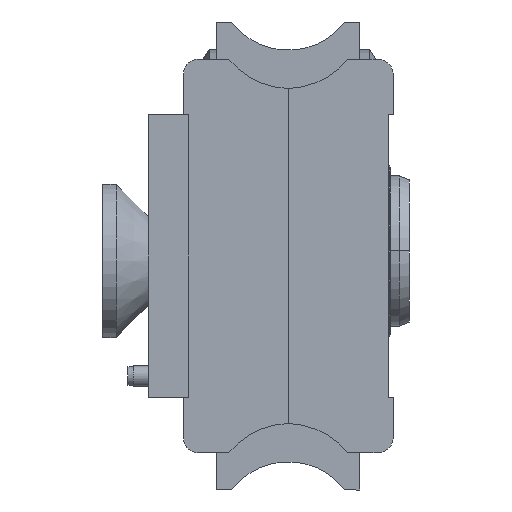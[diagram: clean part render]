
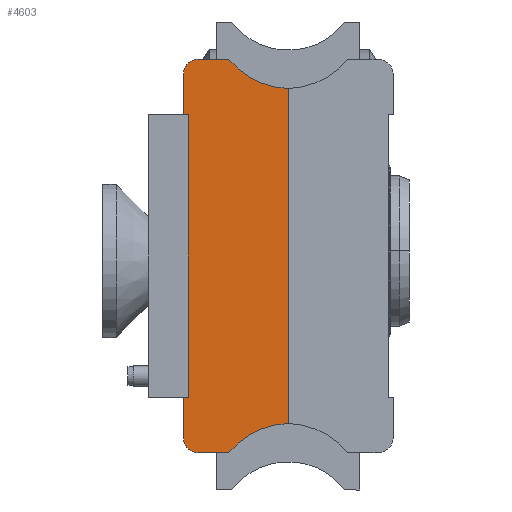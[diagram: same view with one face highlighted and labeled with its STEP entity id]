
A CAD part, left-side view. The second image highlights one B-rep face of the part: STEP entity #4603.
In plain terms, the highlighted face is planar.
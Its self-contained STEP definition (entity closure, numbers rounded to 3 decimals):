
#4603=ADVANCED_FACE('',(#6197),#6198,.T.);
#6197=FACE_OUTER_BOUND('',#17425,.T.);
#6198=PLANE('',#17426);
#17425=EDGE_LOOP('',(#22875,#22876,#22877,#22878,#22879,#22880,#22881,#22882,#22883,#22884,#22885,#22886));
#17426=AXIS2_PLACEMENT_3D('',#22887,#22888,#22889);
#22875=ORIENTED_EDGE('',*,*,#25226,.T.);
#22876=ORIENTED_EDGE('',*,*,#25244,.T.);
#22877=ORIENTED_EDGE('',*,*,#25277,.T.);
#22878=ORIENTED_EDGE('',*,*,#25223,.T.);
#22879=ORIENTED_EDGE('',*,*,#25210,.T.);
#22880=ORIENTED_EDGE('',*,*,#25294,.F.);
#22881=ORIENTED_EDGE('',*,*,#25295,.F.);
#22882=ORIENTED_EDGE('',*,*,#25272,.F.);
#22883=ORIENTED_EDGE('',*,*,#25296,.F.);
#22884=ORIENTED_EDGE('',*,*,#25249,.F.);
#22885=ORIENTED_EDGE('',*,*,#25297,.T.);
#22886=ORIENTED_EDGE('',*,*,#25298,.T.);
#22887=CARTESIAN_POINT('',(24.596,10.667,6.2));
#22888=DIRECTION('',(0.0,0.0,1.0));
#22889=DIRECTION('',(1.0,0.0,0.0));
#25210=EDGE_CURVE('',#28459,#28457,#28460,.T.);
#25223=EDGE_CURVE('',#28477,#28459,#28481,.T.);
#25226=EDGE_CURVE('',#28487,#28485,#28488,.T.);
#25244=EDGE_CURVE('',#28485,#28520,#28521,.T.);
#25249=EDGE_CURVE('',#28527,#28529,#28530,.T.);
#25272=EDGE_CURVE('',#28568,#28569,#28570,.T.);
#25277=EDGE_CURVE('',#28520,#28477,#28577,.T.);
#25294=EDGE_CURVE('',#28602,#28457,#28603,.T.);
#25295=EDGE_CURVE('',#28569,#28602,#28604,.T.);
#25296=EDGE_CURVE('',#28529,#28568,#28605,.T.);
#25297=EDGE_CURVE('',#28527,#28606,#28607,.T.);
#25298=EDGE_CURVE('',#28606,#28487,#28608,.T.);
#28457=VERTEX_POINT('',#39494);
#28459=VERTEX_POINT('',#39497);
#28460=LINE('',#39498,#39499);
#28477=VERTEX_POINT('',#39523);
#28481=CIRCLE('',#39528,8.0);
#28485=VERTEX_POINT('',#39533);
#28487=VERTEX_POINT('',#39536);
#28488=LINE('',#39537,#39538);
#28520=VERTEX_POINT('',#39583);
#28521=CIRCLE('',#39584,1.5);
#28527=VERTEX_POINT('',#39592);
#28529=VERTEX_POINT('',#39595);
#28530=LINE('',#39596,#39597);
#28568=VERTEX_POINT('',#39653);
#28569=VERTEX_POINT('',#39654);
#28570=CIRCLE('',#39655,1.5);
#28577=LINE('',#39664,#39665);
#28602=VERTEX_POINT('',#39704);
#28603=CIRCLE('',#39705,8.0);
#28604=LINE('',#39706,#39707);
#28605=LINE('',#39708,#39709);
#28606=VERTEX_POINT('',#39710);
#28607=LINE('',#39711,#39712);
#28608=LINE('',#39713,#39714);
#39494=CARTESIAN_POINT('',(-16.6,10.4,6.2));
#39497=CARTESIAN_POINT('',(16.6,10.4,6.2));
#39498=CARTESIAN_POINT('',(16.6,10.4,6.2));
#39499=VECTOR('',#42704,1.0);
#39523=CARTESIAN_POINT('',(19.5,4.5,6.2));
#39528=AXIS2_PLACEMENT_3D('',#42725,#42726,#42727);
#39533=CARTESIAN_POINT('',(18.0,0.0,6.2));
#39536=CARTESIAN_POINT('',(14.0,0.0,6.2));
#39537=CARTESIAN_POINT('',(14.0,0.0,6.2));
#39538=VECTOR('',#42730,1.0);
#39583=CARTESIAN_POINT('',(19.5,1.5,6.2));
#39584=AXIS2_PLACEMENT_3D('',#42756,#42757,#42758);
#39592=CARTESIAN_POINT('',(-14.0,0.5,6.2));
#39595=CARTESIAN_POINT('',(-14.0,0.,6.2));
#39596=CARTESIAN_POINT('',(-14.0,0.,6.2));
#39597=VECTOR('',#42765,1.0);
#39653=CARTESIAN_POINT('',(-18.0,0.,6.2));
#39654=CARTESIAN_POINT('',(-19.5,1.5,6.2));
#39655=AXIS2_PLACEMENT_3D('',#42796,#42797,#42798);
#39664=CARTESIAN_POINT('',(19.5,0.0,6.2));
#39665=VECTOR('',#42807,1.0);
#39704=CARTESIAN_POINT('',(-19.5,4.5,6.2));
#39705=AXIS2_PLACEMENT_3D('',#42828,#42829,#42830);
#39706=CARTESIAN_POINT('',(-19.5,0.,6.2));
#39707=VECTOR('',#42831,1.0);
#39708=CARTESIAN_POINT('',(-14.0,0.,6.2));
#39709=VECTOR('',#42832,1.0);
#39710=CARTESIAN_POINT('',(14.0,0.5,6.2));
#39711=CARTESIAN_POINT('',(14.0,0.5,6.2));
#39712=VECTOR('',#42833,1.0);
#39713=CARTESIAN_POINT('',(14.0,0.0,6.2));
#39714=VECTOR('',#42834,1.0);
#42704=DIRECTION('',(-1.0,0.,0.0));
#42725=CARTESIAN_POINT('',(24.596,10.667,6.2));
#42726=DIRECTION('',(0.0,0.0,-1.0));
#42727=DIRECTION('',(1.0,0.0,0.0));
#42730=DIRECTION('',(1.0,0.0,0.0));
#42756=CARTESIAN_POINT('',(18.0,1.5,6.2));
#42757=DIRECTION('',(0.0,0.0,1.0));
#42758=DIRECTION('',(1.0,0.0,0.0));
#42765=DIRECTION('',(0.,-1.0,0.0));
#42796=CARTESIAN_POINT('',(-18.0,1.5,6.2));
#42797=DIRECTION('',(0.0,0.0,-1.0));
#42798=DIRECTION('',(-1.0,0.0,0.0));
#42807=DIRECTION('',(0.,1.0,0.0));
#42828=CARTESIAN_POINT('',(-24.596,10.667,6.2));
#42829=DIRECTION('',(0.0,0.0,1.0));
#42830=DIRECTION('',(-1.0,0.0,0.0));
#42831=DIRECTION('',(0.,1.0,0.0));
#42832=DIRECTION('',(-1.0,0.,0.0));
#42833=DIRECTION('',(1.0,0.,0.0));
#42834=DIRECTION('',(0.0,-1.0,0.0));
